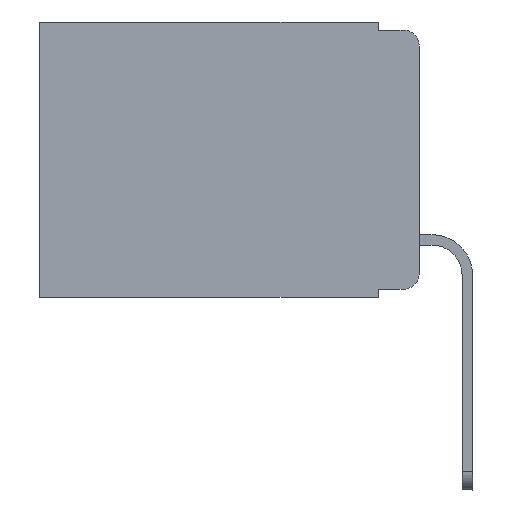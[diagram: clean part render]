
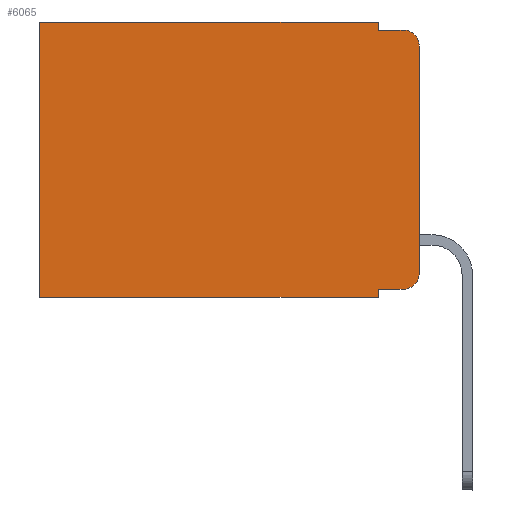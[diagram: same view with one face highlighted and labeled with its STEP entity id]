
A CAD part, left-side view. The second image highlights one B-rep face of the part: STEP entity #6065.
In plain terms, the highlighted planar face has unit normal (-1, 0, 0).
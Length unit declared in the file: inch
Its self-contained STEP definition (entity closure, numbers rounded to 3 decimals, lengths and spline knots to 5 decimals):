
#290 = CARTESIAN_POINT ( 'NONE',  ( 0.298, 0.473, -0.343 ) ) ;
#426 = EDGE_CURVE ( 'NONE', #6454, #10722, #8220, .T. ) ;
#551 = VERTEX_POINT ( 'NONE', #3038 ) ;
#972 = ORIENTED_EDGE ( 'NONE', *, *, #426, .T. ) ;
#1074 = LINE ( 'NONE', #10499, #4811 ) ;
#1395 = DIRECTION ( 'NONE',  ( 0., 1., 0. ) ) ;
#1611 = CARTESIAN_POINT ( 'NONE',  ( 0.298, 0.051, 0. ) ) ;
#1671 = VECTOR ( 'NONE', #7696, 39.37008 ) ;
#1985 = EDGE_CURVE ( 'NONE', #10679, #7990, #2735, .T. ) ;
#2035 = VECTOR ( 'NONE', #1395, 39.37008 ) ;
#2217 = VERTEX_POINT ( 'NONE', #14854 ) ;
#2735 = LINE ( 'NONE', #12149, #9627 ) ;
#2767 = VERTEX_POINT ( 'NONE', #3250 ) ;
#2812 = CARTESIAN_POINT ( 'NONE',  ( 0.298, 0.02, -0.03 ) ) ;
#2840 = VECTOR ( 'NONE', #11013, 39.37008 ) ;
#2842 = CARTESIAN_POINT ( 'NONE',  ( 0.298, 0.051, 0. ) ) ;
#3038 = CARTESIAN_POINT ( 'NONE',  ( 0.298, 0., -0.313 ) ) ;
#3250 = CARTESIAN_POINT ( 'NONE',  ( 0.298, 0.051, -0.01 ) ) ;
#3357 = EDGE_CURVE ( 'NONE', #7990, #551, #12368, .T. ) ;
#3420 = ORIENTED_EDGE ( 'NONE', *, *, #1985, .T. ) ;
#3776 = CARTESIAN_POINT ( 'NONE',  ( 0.298, 0.02, -0.333 ) ) ;
#3963 = PLANE ( 'NONE',  #9045 ) ;
#3971 = DIRECTION ( 'NONE',  ( 0., 0., -1. ) ) ;
#4000 = LINE ( 'NONE', #2842, #1671 ) ;
#4078 = LINE ( 'NONE', #12091, #2840 ) ;
#4138 = ORIENTED_EDGE ( 'NONE', *, *, #12245, .F. ) ;
#4679 = EDGE_CURVE ( 'NONE', #7636, #2767, #4000, .T. ) ;
#4735 = DIRECTION ( 'NONE',  ( 0., 0., -1. ) ) ;
#4811 = VECTOR ( 'NONE', #4735, 39.37008 ) ;
#4860 = CARTESIAN_POINT ( 'NONE',  ( 0.298, 0.02, -0.313 ) ) ;
#4863 = LINE ( 'NONE', #10629, #7194 ) ;
#4980 = LINE ( 'NONE', #11988, #2035 ) ;
#5261 = VERTEX_POINT ( 'NONE', #10211 ) ;
#5282 = CARTESIAN_POINT ( 'NONE',  ( 0.298, 0., 0. ) ) ;
#5363 = LINE ( 'NONE', #7956, #13680 ) ;
#6065 = ADVANCED_FACE ( 'NONE', ( #14540 ), #3963, .F. ) ;
#6334 = DIRECTION ( 'NONE',  ( 0., 0., -1. ) ) ;
#6454 = VERTEX_POINT ( 'NONE', #6548 ) ;
#6548 = CARTESIAN_POINT ( 'NONE',  ( 0.298, 0., -0.03 ) ) ;
#7006 = DIRECTION ( 'NONE',  ( 0., -1., 0. ) ) ;
#7194 = VECTOR ( 'NONE', #8244, 39.37008 ) ;
#7509 = DIRECTION ( 'NONE',  ( 0., 0., -1. ) ) ;
#7636 = VERTEX_POINT ( 'NONE', #1611 ) ;
#7696 = DIRECTION ( 'NONE',  ( 0., 0., -1. ) ) ;
#7898 = ORIENTED_EDGE ( 'NONE', *, *, #15176, .F. ) ;
#7913 = CARTESIAN_POINT ( 'NONE',  ( 0.298, 0.02, -0.01 ) ) ;
#7956 = CARTESIAN_POINT ( 'NONE',  ( 0.298, 0.051, 0. ) ) ;
#7990 = VERTEX_POINT ( 'NONE', #3776 ) ;
#8220 = CIRCLE ( 'NONE', #8717, 0.02 ) ;
#8244 = DIRECTION ( 'NONE',  ( 0., -1., 0. ) ) ;
#8387 = EDGE_CURVE ( 'NONE', #2217, #13191, #4980, .T. ) ;
#8443 = EDGE_LOOP ( 'NONE', ( #7898, #972, #4138, #13250, #14030, #14922, #8927, #12896, #3420, #11867 ) ) ;
#8717 = AXIS2_PLACEMENT_3D ( 'NONE', #2812, #11143, #3971 ) ;
#8927 = ORIENTED_EDGE ( 'NONE', *, *, #8387, .F. ) ;
#9045 = AXIS2_PLACEMENT_3D ( 'NONE', #5282, #13388, #7509 ) ;
#9536 = DIRECTION ( 'NONE',  ( 0., 0., -1. ) ) ;
#9627 = VECTOR ( 'NONE', #7006, 39.37008 ) ;
#10211 = CARTESIAN_POINT ( 'NONE',  ( 0.298, 0.473, 0. ) ) ;
#10499 = CARTESIAN_POINT ( 'NONE',  ( 0.298, 0., 0. ) ) ;
#10563 = EDGE_CURVE ( 'NONE', #7636, #5261, #4078, .T. ) ;
#10629 = CARTESIAN_POINT ( 'NONE',  ( 0.298, 0.051, -0.01 ) ) ;
#10679 = VERTEX_POINT ( 'NONE', #13581 ) ;
#10722 = VERTEX_POINT ( 'NONE', #7913 ) ;
#11013 = DIRECTION ( 'NONE',  ( 0., 1., 0. ) ) ;
#11035 = LINE ( 'NONE', #12192, #14027 ) ;
#11143 = DIRECTION ( 'NONE',  ( -1., 0., 0. ) ) ;
#11867 = ORIENTED_EDGE ( 'NONE', *, *, #3357, .T. ) ;
#11988 = CARTESIAN_POINT ( 'NONE',  ( 0.298, 0., -0.343 ) ) ;
#12091 = CARTESIAN_POINT ( 'NONE',  ( 0.298, 0., 0. ) ) ;
#12149 = CARTESIAN_POINT ( 'NONE',  ( 0.298, 0.051, -0.333 ) ) ;
#12192 = CARTESIAN_POINT ( 'NONE',  ( 0.298, 0.473, 0. ) ) ;
#12245 = EDGE_CURVE ( 'NONE', #2767, #10722, #4863, .T. ) ;
#12368 = CIRCLE ( 'NONE', #14358, 0.02 ) ;
#12602 = DIRECTION ( 'NONE',  ( 0., 0., -1. ) ) ;
#12896 = ORIENTED_EDGE ( 'NONE', *, *, #14984, .F. ) ;
#13191 = VERTEX_POINT ( 'NONE', #290 ) ;
#13231 = EDGE_CURVE ( 'NONE', #5261, #13191, #11035, .T. ) ;
#13250 = ORIENTED_EDGE ( 'NONE', *, *, #4679, .F. ) ;
#13388 = DIRECTION ( 'NONE',  ( 1., 0., 0. ) ) ;
#13581 = CARTESIAN_POINT ( 'NONE',  ( 0.298, 0.051, -0.333 ) ) ;
#13680 = VECTOR ( 'NONE', #12602, 39.37008 ) ;
#14027 = VECTOR ( 'NONE', #6334, 39.37008 ) ;
#14030 = ORIENTED_EDGE ( 'NONE', *, *, #10563, .T. ) ;
#14358 = AXIS2_PLACEMENT_3D ( 'NONE', #4860, #14430, #9536 ) ;
#14430 = DIRECTION ( 'NONE',  ( -1., 0., 0. ) ) ;
#14540 = FACE_OUTER_BOUND ( 'NONE', #8443, .T. ) ;
#14854 = CARTESIAN_POINT ( 'NONE',  ( 0.298, 0.051, -0.343 ) ) ;
#14922 = ORIENTED_EDGE ( 'NONE', *, *, #13231, .T. ) ;
#14984 = EDGE_CURVE ( 'NONE', #10679, #2217, #5363, .T. ) ;
#15176 = EDGE_CURVE ( 'NONE', #6454, #551, #1074, .T. ) ;
